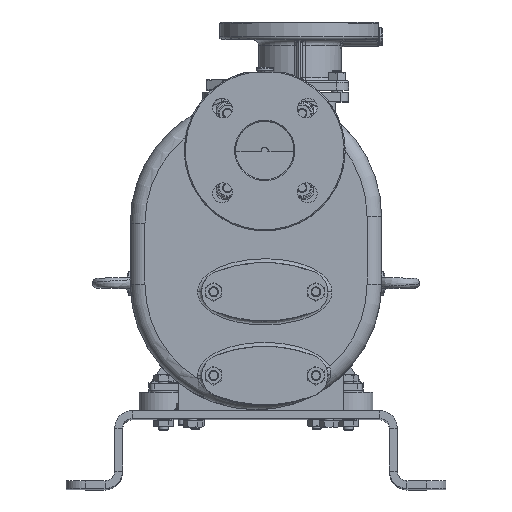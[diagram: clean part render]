
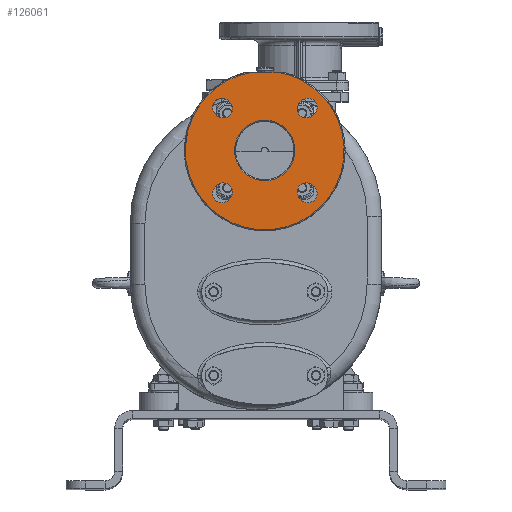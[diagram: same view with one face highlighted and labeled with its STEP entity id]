
A CAD part, top view. The second image highlights one B-rep face of the part: STEP entity #126061.
In plain terms, the highlighted planar face has unit normal (0, 0, 1).
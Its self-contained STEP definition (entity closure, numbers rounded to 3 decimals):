
#13047=CARTESIAN_POINT('',(9.,267.,143.));
#13048=DIRECTION('',(0.,0.,1.));
#13049=DIRECTION('',(-0.156,0.988,0.));
#13050=AXIS2_PLACEMENT_3D('',#13047,#13048,#13049);
#13073=DIRECTION('',(1.,0.,0.));
#13074=VECTOR('',#13073,25.456);
#13075=CARTESIAN_POINT('',(-3.728,347.5,143.));
#13076=LINE('',#13075,#13074);
#13077=CARTESIAN_POINT('',(9.,267.,143.));
#13078=DIRECTION('',(0.,0.,1.));
#13079=DIRECTION('',(0.,1.,0.));
#13080=AXIS2_PLACEMENT_3D('',#13077,#13078,#13079);
#13082=CARTESIAN_POINT('',(9.,267.,143.));
#13083=DIRECTION('',(0.,0.,1.));
#13084=DIRECTION('',(0.,-1.,0.));
#13085=AXIS2_PLACEMENT_3D('',#13082,#13083,#13084);
#13087=DIRECTION('',(0.707,0.707,0.));
#13088=VECTOR('',#13087,2.);
#13089=CARTESIAN_POINT('',(58.497,303.062,143.));
#13090=LINE('',#13089,#13088);
#13091=CARTESIAN_POINT('',(53.194,311.194,143.));
#13092=DIRECTION('',(0.,0.,1.));
#13093=DIRECTION('',(0.707,-0.707,0.));
#13094=AXIS2_PLACEMENT_3D('',#13091,#13092,#13093);
#13096=DIRECTION('',(-0.707,-0.707,0.));
#13097=VECTOR('',#13096,2.);
#13098=CARTESIAN_POINT('',(46.477,317.912,143.));
#13099=LINE('',#13098,#13097);
#13100=CARTESIAN_POINT('',(51.78,309.78,143.));
#13101=DIRECTION('',(0.,0.,1.));
#13102=DIRECTION('',(-0.707,0.707,0.));
#13103=AXIS2_PLACEMENT_3D('',#13100,#13101,#13102);
#13105=DIRECTION('',(-0.707,0.707,0.));
#13106=VECTOR('',#13105,2.);
#13107=CARTESIAN_POINT('',(-27.062,316.497,143.));
#13108=LINE('',#13107,#13106);
#13109=CARTESIAN_POINT('',(-35.194,311.194,143.));
#13110=DIRECTION('',(0.,0.,1.));
#13111=DIRECTION('',(0.707,0.707,0.));
#13112=AXIS2_PLACEMENT_3D('',#13109,#13110,#13111);
#13114=DIRECTION('',(0.707,-0.707,0.));
#13115=VECTOR('',#13114,2.);
#13116=CARTESIAN_POINT('',(-41.912,304.477,143.));
#13117=LINE('',#13116,#13115);
#13118=CARTESIAN_POINT('',(-33.78,309.78,143.));
#13119=DIRECTION('',(0.,0.,1.));
#13120=DIRECTION('',(-0.707,-0.707,0.));
#13121=AXIS2_PLACEMENT_3D('',#13118,#13119,#13120);
#13123=DIRECTION('',(-0.707,-0.707,0.));
#13124=VECTOR('',#13123,2.);
#13125=CARTESIAN_POINT('',(-40.497,230.938,143.));
#13126=LINE('',#13125,#13124);
#13127=CARTESIAN_POINT('',(-35.194,222.806,143.));
#13128=DIRECTION('',(0.,0.,1.));
#13129=DIRECTION('',(-0.707,0.707,0.));
#13130=AXIS2_PLACEMENT_3D('',#13127,#13128,#13129);
#13132=DIRECTION('',(0.707,0.707,0.));
#13133=VECTOR('',#13132,2.);
#13134=CARTESIAN_POINT('',(-28.477,216.088,143.));
#13135=LINE('',#13134,#13133);
#13136=CARTESIAN_POINT('',(-33.78,224.22,143.));
#13137=DIRECTION('',(0.,0.,1.));
#13138=DIRECTION('',(0.707,-0.707,0.));
#13139=AXIS2_PLACEMENT_3D('',#13136,#13137,#13138);
#13141=DIRECTION('',(0.707,-0.707,0.));
#13142=VECTOR('',#13141,2.);
#13143=CARTESIAN_POINT('',(45.062,217.503,143.));
#13144=LINE('',#13143,#13142);
#13145=CARTESIAN_POINT('',(53.194,222.806,143.));
#13146=DIRECTION('',(0.,0.,1.));
#13147=DIRECTION('',(-0.707,-0.707,0.));
#13148=AXIS2_PLACEMENT_3D('',#13145,#13146,#13147);
#13150=DIRECTION('',(-0.707,0.707,0.));
#13151=VECTOR('',#13150,2.);
#13152=CARTESIAN_POINT('',(59.912,229.523,143.));
#13153=LINE('',#13152,#13151);
#13154=CARTESIAN_POINT('',(51.78,224.22,143.));
#13155=DIRECTION('',(0.,0.,1.));
#13156=DIRECTION('',(0.707,0.707,0.));
#13157=AXIS2_PLACEMENT_3D('',#13154,#13155,#13156);
#101334=CARTESIAN_POINT('',(58.497,303.062,143.));
#101335=CARTESIAN_POINT('',(59.912,304.477,143.));
#101336=VERTEX_POINT('',#101334);
#101337=VERTEX_POINT('',#101335);
#101338=CARTESIAN_POINT('',(46.477,317.912,143.));
#101339=VERTEX_POINT('',#101338);
#101340=CARTESIAN_POINT('',(45.062,316.497,143.));
#101341=VERTEX_POINT('',#101340);
#101350=CARTESIAN_POINT('',(-27.062,316.497,143.));
#101351=CARTESIAN_POINT('',(-28.477,317.912,143.));
#101352=VERTEX_POINT('',#101350);
#101353=VERTEX_POINT('',#101351);
#101354=CARTESIAN_POINT('',(-41.912,304.477,143.));
#101355=VERTEX_POINT('',#101354);
#101356=CARTESIAN_POINT('',(-40.497,303.062,143.));
#101357=VERTEX_POINT('',#101356);
#101366=CARTESIAN_POINT('',(-40.497,230.938,143.));
#101367=CARTESIAN_POINT('',(-41.912,229.523,143.));
#101368=VERTEX_POINT('',#101366);
#101369=VERTEX_POINT('',#101367);
#101370=CARTESIAN_POINT('',(-28.477,216.088,143.));
#101371=VERTEX_POINT('',#101370);
#101372=CARTESIAN_POINT('',(-27.062,217.503,143.));
#101373=VERTEX_POINT('',#101372);
#101382=CARTESIAN_POINT('',(45.062,217.503,143.));
#101383=CARTESIAN_POINT('',(46.477,216.088,143.));
#101384=VERTEX_POINT('',#101382);
#101385=VERTEX_POINT('',#101383);
#101386=CARTESIAN_POINT('',(59.912,229.523,143.));
#101387=VERTEX_POINT('',#101386);
#101388=CARTESIAN_POINT('',(58.497,230.938,143.));
#101389=VERTEX_POINT('',#101388);
#101398=CARTESIAN_POINT('',(-3.728,347.5,143.));
#101399=CARTESIAN_POINT('',(21.728,347.5,143.));
#101400=VERTEX_POINT('',#101398);
#101401=VERTEX_POINT('',#101399);
#101582=CARTESIAN_POINT('',(9.,298.,143.));
#101583=CARTESIAN_POINT('',(9.,236.,143.));
#101584=VERTEX_POINT('',#101582);
#101585=VERTEX_POINT('',#101583);
#126006=CARTESIAN_POINT('',(9.,267.,143.));
#126007=DIRECTION('',(0.,0.,1.));
#126008=DIRECTION('',(0.,-1.,0.));
#126009=AXIS2_PLACEMENT_3D('',#126006,#126007,#126008);
#126010=PLANE('',#126009);
#126011=ORIENTED_EDGE('',*,*,#125981,.T.);
#126012=ORIENTED_EDGE('',*,*,#125997,.F.);
#126013=EDGE_LOOP('',(#126011,#126012));
#126014=FACE_OUTER_BOUND('',#126013,.F.);
#126016=ORIENTED_EDGE('',*,*,#126015,.T.);
#126018=ORIENTED_EDGE('',*,*,#126017,.T.);
#126019=EDGE_LOOP('',(#126016,#126018));
#126020=FACE_BOUND('',#126019,.F.);
#126022=ORIENTED_EDGE('',*,*,#126021,.T.);
#126024=ORIENTED_EDGE('',*,*,#126023,.T.);
#126026=ORIENTED_EDGE('',*,*,#126025,.T.);
#126028=ORIENTED_EDGE('',*,*,#126027,.T.);
#126029=EDGE_LOOP('',(#126022,#126024,#126026,#126028));
#126030=FACE_BOUND('',#126029,.F.);
#126032=ORIENTED_EDGE('',*,*,#126031,.T.);
#126034=ORIENTED_EDGE('',*,*,#126033,.T.);
#126036=ORIENTED_EDGE('',*,*,#126035,.T.);
#126038=ORIENTED_EDGE('',*,*,#126037,.T.);
#126039=EDGE_LOOP('',(#126032,#126034,#126036,#126038));
#126040=FACE_BOUND('',#126039,.F.);
#126042=ORIENTED_EDGE('',*,*,#126041,.T.);
#126044=ORIENTED_EDGE('',*,*,#126043,.T.);
#126046=ORIENTED_EDGE('',*,*,#126045,.T.);
#126048=ORIENTED_EDGE('',*,*,#126047,.T.);
#126049=EDGE_LOOP('',(#126042,#126044,#126046,#126048));
#126050=FACE_BOUND('',#126049,.F.);
#126052=ORIENTED_EDGE('',*,*,#126051,.T.);
#126054=ORIENTED_EDGE('',*,*,#126053,.T.);
#126056=ORIENTED_EDGE('',*,*,#126055,.T.);
#126058=ORIENTED_EDGE('',*,*,#126057,.T.);
#126059=EDGE_LOOP('',(#126052,#126054,#126056,#126058));
#126060=FACE_BOUND('',#126059,.F.);
#126061=ADVANCED_FACE('',(#126014,#126020,#126030,#126040,#126050,#126060),
#126010,.T.);
#13051=CIRCLE('',#13050,81.5);
#13081=CIRCLE('',#13080,31.);
#13086=CIRCLE('',#13085,31.);
#13095=CIRCLE('',#13094,9.5);
#13104=CIRCLE('',#13103,9.5);
#13113=CIRCLE('',#13112,9.5);
#13122=CIRCLE('',#13121,9.5);
#13131=CIRCLE('',#13130,9.5);
#13140=CIRCLE('',#13139,9.5);
#13149=CIRCLE('',#13148,9.5);
#13158=CIRCLE('',#13157,9.5);
#125981=EDGE_CURVE('',#101400,#101401,#13076,.T.);
#125997=EDGE_CURVE('',#101400,#101401,#13051,.T.);
#126015=EDGE_CURVE('',#101584,#101585,#13081,.T.);
#126017=EDGE_CURVE('',#101585,#101584,#13086,.T.);
#126021=EDGE_CURVE('',#101336,#101337,#13090,.T.);
#126023=EDGE_CURVE('',#101337,#101339,#13095,.T.);
#126025=EDGE_CURVE('',#101339,#101341,#13099,.T.);
#126027=EDGE_CURVE('',#101341,#101336,#13104,.T.);
#126031=EDGE_CURVE('',#101352,#101353,#13108,.T.);
#126033=EDGE_CURVE('',#101353,#101355,#13113,.T.);
#126035=EDGE_CURVE('',#101355,#101357,#13117,.T.);
#126037=EDGE_CURVE('',#101357,#101352,#13122,.T.);
#126041=EDGE_CURVE('',#101368,#101369,#13126,.T.);
#126043=EDGE_CURVE('',#101369,#101371,#13131,.T.);
#126045=EDGE_CURVE('',#101371,#101373,#13135,.T.);
#126047=EDGE_CURVE('',#101373,#101368,#13140,.T.);
#126051=EDGE_CURVE('',#101384,#101385,#13144,.T.);
#126053=EDGE_CURVE('',#101385,#101387,#13149,.T.);
#126055=EDGE_CURVE('',#101387,#101389,#13153,.T.);
#126057=EDGE_CURVE('',#101389,#101384,#13158,.T.);
